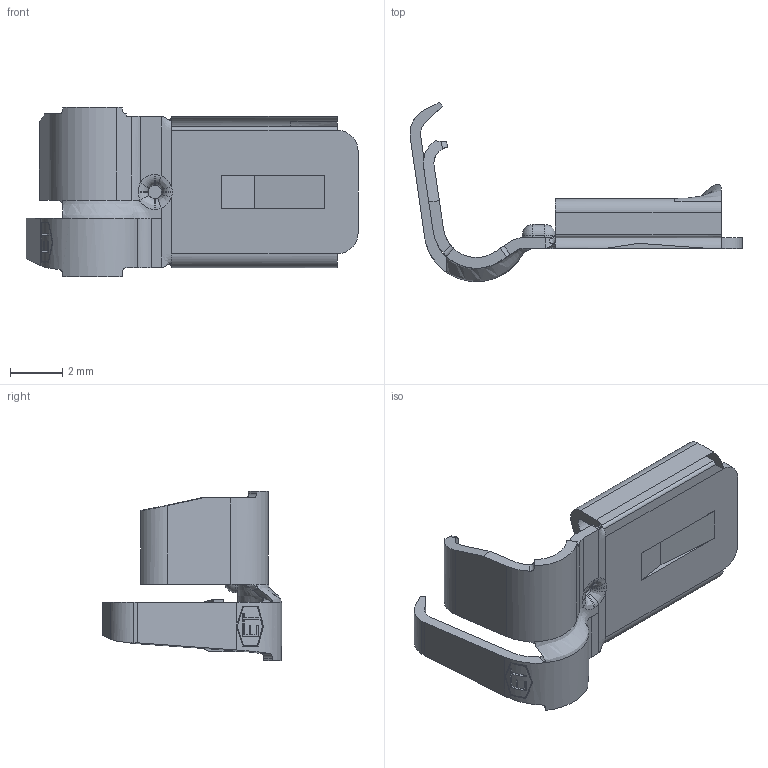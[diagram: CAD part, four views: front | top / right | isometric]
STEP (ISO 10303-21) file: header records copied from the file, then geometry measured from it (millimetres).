
FILE_DESCRIPTION (( 'STEP AP203' ), '1' );
FILE_NAME ('07780.STEP', '2015-01-26T19:28:03', ( '' ), ( '' ), 'SwSTEP 2.0', 'SolidWorks 2014', '' );
FILE_SCHEMA (( 'CONFIG_CONTROL_DESIGN' ));
Length unit declared in the file: inch
Products named in the file (1): 07780
Bounding box: 12.7 x 6.86 x 6.48 mm (x, y, z)
Volume: 52.8 mm3; surface area: 297.8 mm2
Topology: 1 solids, 1 shells, 241 faces, 648 edges, 407 vertices
Faces by surface type: plane 111, cylinder 70, bspline 37, cone 15, sphere 4, torus 4
Entity records: 9352 total; most frequent: CARTESIAN_POINT 3625, ORIENTED_EDGE 1282, DIRECTION 1038, EDGE_CURVE 641, VERTEX_POINT 407, AXIS2_PLACEMENT_3D 349, LINE 340, VECTOR 340
